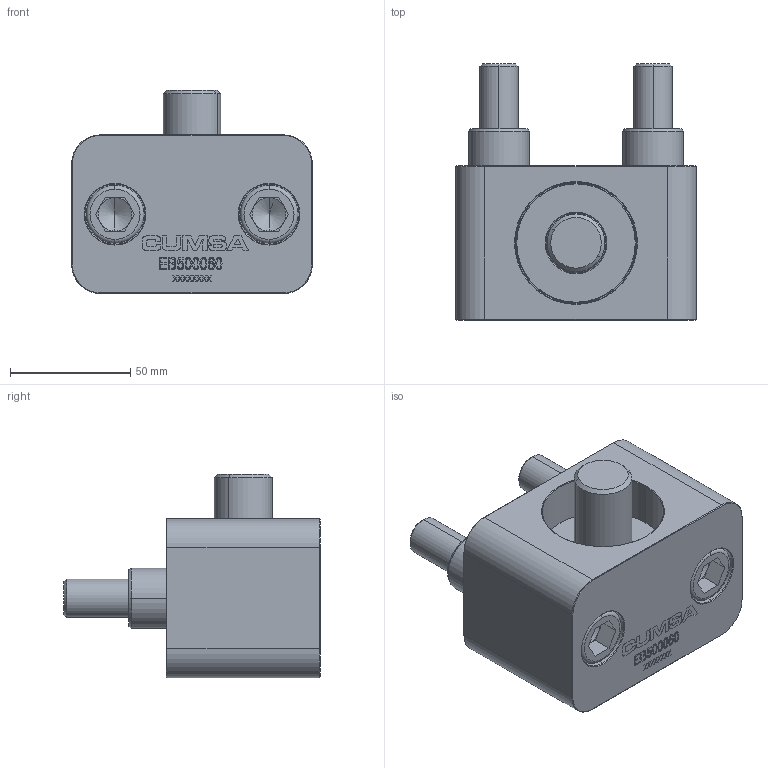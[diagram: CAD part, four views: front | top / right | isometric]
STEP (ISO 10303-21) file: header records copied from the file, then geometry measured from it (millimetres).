
FILE_DESCRIPTION (( 'STEP AP214' ), '1' );
FILE_NAME ('EB500060.STEP', '2021-08-04T06:24:21', ( '' ), ( '' ), 'SwSTEP 2.0', 'SolidWorks 2019', '' );
FILE_SCHEMA (( 'AUTOMOTIVE_DESIGN' ));
Length unit declared in the file: millimetre
Products named in the file (6): ZBS063; 1DIN9122460; 1DIN9121690  _DIN 912 M16 x 80 --- 44C; 9EB500060-A; EB500060; 9EB500060-B
Assembly tree (7 placements, depth 2):
  EB500060
    9EB500060-A
    ZBS063  x2
    1DIN9121690  _DIN 912 M16 x 80 --- 44C  x2
    9EB500060-B
    1DIN9122460
Bounding box: 100 x 106.5 x 84.5 mm (x, y, z)
Volume: 406418.7 mm3; surface area: 84805.4 mm2
Topology: 9 solids, 9 shells, 564 faces, 1403 edges, 893 vertices
Faces by surface type: plane 276, bspline 140, cone 68, cylinder 52, torus 28
Entity records: 22167 total; most frequent: CARTESIAN_POINT 10116, ORIENTED_EDGE 2578, DIRECTION 1953, EDGE_CURVE 1289, VERTEX_POINT 830, LINE 827, VECTOR 827, AXIS2_PLACEMENT_3D 563
